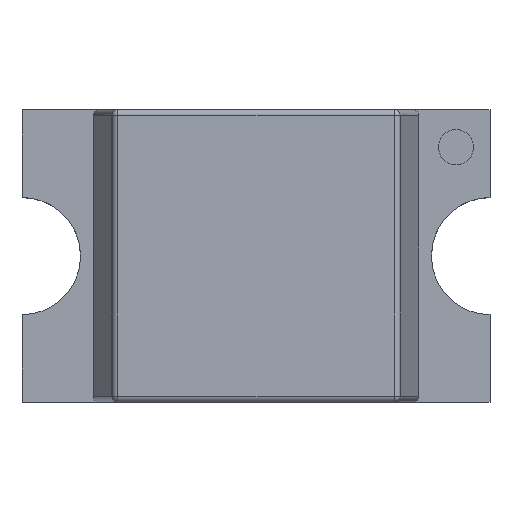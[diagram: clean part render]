
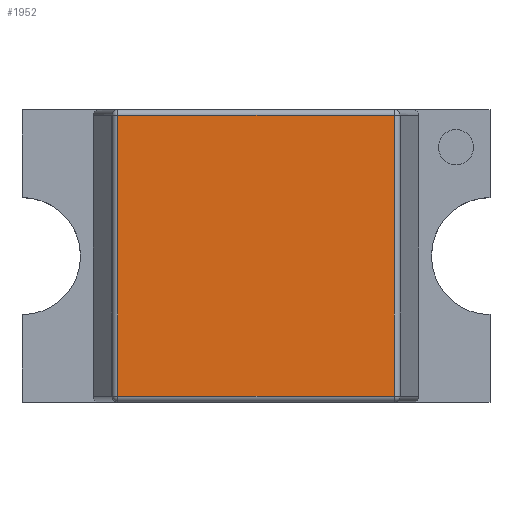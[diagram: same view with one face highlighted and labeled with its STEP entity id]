
A CAD part, top view. The second image highlights one B-rep face of the part: STEP entity #1952.
In plain terms, the highlighted planar face has unit normal (0, 0, 1).
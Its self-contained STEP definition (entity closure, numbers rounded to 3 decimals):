
#61 = DIRECTION ( 'NONE',  ( 0., -1., 0. ) ) ;
#67 = VECTOR ( 'NONE', #2256, 1000. ) ;
#77 = DIRECTION ( 'NONE',  ( 1., 0., 0. ) ) ;
#151 = CARTESIAN_POINT ( 'NONE',  ( 0.612, -0.6, 0.8 ) ) ;
#243 = CARTESIAN_POINT ( 'NONE',  ( -0.591, 0., 0.8 ) ) ;
#291 = LINE ( 'NONE', #828, #67 ) ;
#437 = LINE ( 'NONE', #151, #1875 ) ;
#492 = CARTESIAN_POINT ( 'NONE',  ( -0.591, -0.6, 0.8 ) ) ;
#716 = EDGE_CURVE ( 'NONE', #2866, #1762, #291, .T. ) ;
#828 = CARTESIAN_POINT ( 'NONE',  ( -0.612, 0.6, 0.8 ) ) ;
#950 = LINE ( 'NONE', #243, #1344 ) ;
#1011 = FACE_OUTER_BOUND ( 'NONE', #1464, .T. ) ;
#1158 = VECTOR ( 'NONE', #3072, 1000. ) ;
#1344 = VECTOR ( 'NONE', #61, 1000. ) ;
#1434 = CARTESIAN_POINT ( 'NONE',  ( 0.591, -0.6, 0.8 ) ) ;
#1464 = EDGE_LOOP ( 'NONE', ( #2792, #1573, #2947, #2481 ) ) ;
#1573 = ORIENTED_EDGE ( 'NONE', *, *, #1942, .T. ) ;
#1600 = AXIS2_PLACEMENT_3D ( 'NONE', #2468, #2739, #77 ) ;
#1762 = VERTEX_POINT ( 'NONE', #2760 ) ;
#1861 = CARTESIAN_POINT ( 'NONE',  ( 0.591, 0., 0.8 ) ) ;
#1875 = VECTOR ( 'NONE', #3093, 1000. ) ;
#1942 = EDGE_CURVE ( 'NONE', #1762, #2261, #950, .T. ) ;
#1952 = ADVANCED_FACE ( 'NONE', ( #1011 ), #1972, .T. ) ;
#1972 = PLANE ( 'NONE',  #1600 ) ;
#2024 = VERTEX_POINT ( 'NONE', #1434 ) ;
#2256 = DIRECTION ( 'NONE',  ( -1., 0., 0. ) ) ;
#2261 = VERTEX_POINT ( 'NONE', #492 ) ;
#2468 = CARTESIAN_POINT ( 'NONE',  ( 0., 0., 0.8 ) ) ;
#2481 = ORIENTED_EDGE ( 'NONE', *, *, #2603, .T. ) ;
#2603 = EDGE_CURVE ( 'NONE', #2024, #2866, #3021, .T. ) ;
#2669 = EDGE_CURVE ( 'NONE', #2261, #2024, #437, .T. ) ;
#2739 = DIRECTION ( 'NONE',  ( 0., 0., 1. ) ) ;
#2760 = CARTESIAN_POINT ( 'NONE',  ( -0.591, 0.6, 0.8 ) ) ;
#2792 = ORIENTED_EDGE ( 'NONE', *, *, #716, .T. ) ;
#2866 = VERTEX_POINT ( 'NONE', #3054 ) ;
#2947 = ORIENTED_EDGE ( 'NONE', *, *, #2669, .T. ) ;
#3021 = LINE ( 'NONE', #1861, #1158 ) ;
#3054 = CARTESIAN_POINT ( 'NONE',  ( 0.591, 0.6, 0.8 ) ) ;
#3072 = DIRECTION ( 'NONE',  ( 0., 1., 0. ) ) ;
#3093 = DIRECTION ( 'NONE',  ( 1., 0., 0. ) ) ;
